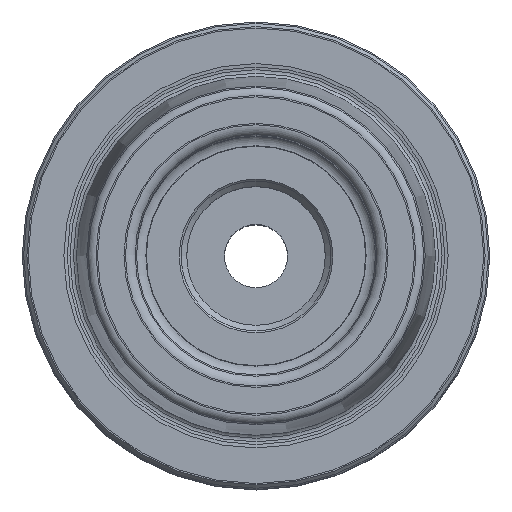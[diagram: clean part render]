
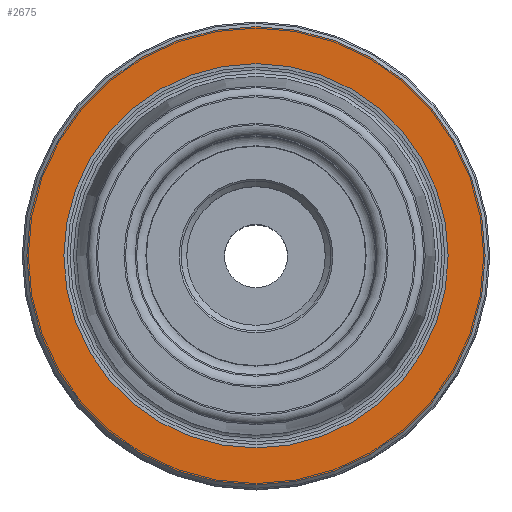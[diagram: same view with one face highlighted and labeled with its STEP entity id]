
A CAD part, top view. The second image highlights one B-rep face of the part: STEP entity #2675.
In plain terms, the highlighted planar face has unit normal (0, 0, 1).
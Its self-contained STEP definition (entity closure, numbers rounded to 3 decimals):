
#121=PLANE('',#2923);
#298=ORIENTED_EDGE('',*,*,#520,.T.);
#299=ORIENTED_EDGE('',*,*,#519,.F.);
#519=EDGE_CURVE('',#670,#670,#821,.T.);
#520=EDGE_CURVE('',#671,#671,#822,.T.);
#670=VERTEX_POINT('',#3921);
#671=VERTEX_POINT('',#3924);
#821=CIRCLE('',#2922,20.672);
#822=CIRCLE('',#2924,24.65);
#1053=EDGE_LOOP('',(#298));
#1054=EDGE_LOOP('',(#299));
#1355=FACE_BOUND('',#1053,.T.);
#1356=FACE_BOUND('',#1054,.T.);
#2675=ADVANCED_FACE('',(#1355,#1356),#121,.T.);
#2922=AXIS2_PLACEMENT_3D('',#3920,#3400,#3401);
#2923=AXIS2_PLACEMENT_3D('',#3922,#3402,#3403);
#2924=AXIS2_PLACEMENT_3D('',#3923,#3404,#3405);
#3400=DIRECTION('',(0.,0.,1.));
#3401=DIRECTION('',(1.,0.,0.));
#3402=DIRECTION('',(0.,0.,1.));
#3403=DIRECTION('',(1.,0.,0.));
#3404=DIRECTION('',(0.,0.,1.));
#3405=DIRECTION('',(1.,0.,0.));
#3920=CARTESIAN_POINT('',(0.,0.,0.2));
#3921=CARTESIAN_POINT('',(20.672,0.,0.2));
#3922=CARTESIAN_POINT('',(20.672,0.,0.2));
#3923=CARTESIAN_POINT('',(0.,0.,0.2));
#3924=CARTESIAN_POINT('',(24.65,0.,0.2));
